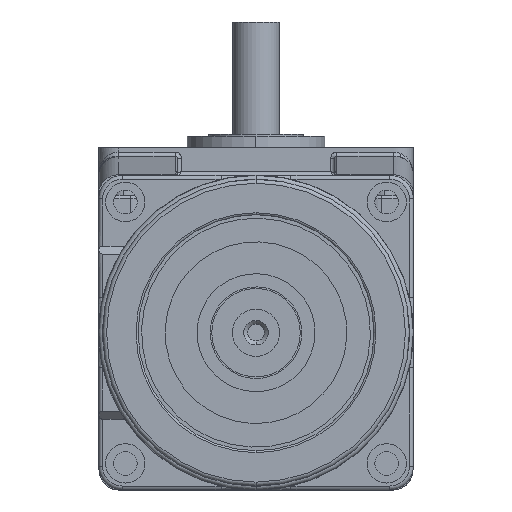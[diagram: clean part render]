
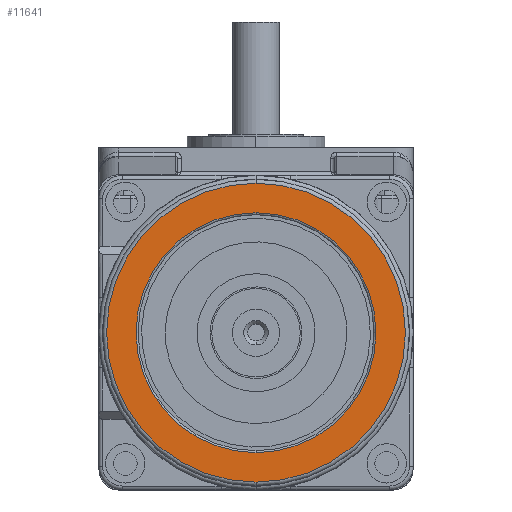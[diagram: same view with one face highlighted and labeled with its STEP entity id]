
A CAD part, left-side view. The second image highlights one B-rep face of the part: STEP entity #11641.
In plain terms, the highlighted planar face has unit normal (-1, 0, 0).
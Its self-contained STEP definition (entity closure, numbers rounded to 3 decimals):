
#138 = FACE_BOUND ( 'NONE', #12995, .T. ) ;
#1626 = DIRECTION ( 'NONE',  ( 1., 0., 0. ) ) ;
#1672 = AXIS2_PLACEMENT_3D ( 'NONE', #6226, #11274, #16282 ) ;
#1751 = EDGE_LOOP ( 'NONE', ( #13940, #2673 ) ) ;
#1847 = DIRECTION ( 'NONE',  ( 0., 0., 1. ) ) ;
#2673 = ORIENTED_EDGE ( 'NONE', *, *, #5498, .T. ) ;
#3493 = EDGE_CURVE ( 'NONE', #7808, #9648, #10504, .T. ) ;
#3972 = DIRECTION ( 'NONE',  ( -1., 0., 0. ) ) ;
#4603 = CIRCLE ( 'NONE', #13850, 38. ) ;
#4886 = CARTESIAN_POINT ( 'NONE',  ( -191.923, 8.965, -18.915 ) ) ;
#5139 = VERTEX_POINT ( 'NONE', #6976 ) ;
#5242 = FACE_OUTER_BOUND ( 'NONE', #1751, .T. ) ;
#5479 = AXIS2_PLACEMENT_3D ( 'NONE', #8190, #13222, #1847 ) ;
#5480 = EDGE_CURVE ( 'NONE', #15197, #5139, #4603, .T. ) ;
#5498 = EDGE_CURVE ( 'NONE', #5139, #15197, #8852, .T. ) ;
#5677 = ORIENTED_EDGE ( 'NONE', *, *, #3493, .T. ) ;
#5858 = CARTESIAN_POINT ( 'NONE',  ( -191.923, 8.965, 11.585 ) ) ;
#6226 = CARTESIAN_POINT ( 'NONE',  ( -191.923, 8.965, -18.915 ) ) ;
#6729 = DIRECTION ( 'NONE',  ( 0., 0., 1. ) ) ;
#6976 = CARTESIAN_POINT ( 'NONE',  ( -191.923, 8.965, -56.915 ) ) ;
#6995 = AXIS2_PLACEMENT_3D ( 'NONE', #13000, #1626, #6729 ) ;
#7808 = VERTEX_POINT ( 'NONE', #10805 ) ;
#8007 = AXIS2_PLACEMENT_3D ( 'NONE', #15327, #3972, #9062 ) ;
#8190 = CARTESIAN_POINT ( 'NONE',  ( -191.923, 8.965, -18.915 ) ) ;
#8852 = CIRCLE ( 'NONE', #1672, 38. ) ;
#8995 = CARTESIAN_POINT ( 'NONE',  ( -191.923, 8.965, 19.085 ) ) ;
#9062 = DIRECTION ( 'NONE',  ( 0., 0., 1. ) ) ;
#9648 = VERTEX_POINT ( 'NONE', #5858 ) ;
#9949 = DIRECTION ( 'NONE',  ( -1., 0., 0. ) ) ;
#10291 = PLANE ( 'NONE',  #8007 ) ;
#10504 = CIRCLE ( 'NONE', #5479, 30.5 ) ;
#10805 = CARTESIAN_POINT ( 'NONE',  ( -191.923, 8.965, -49.415 ) ) ;
#11274 = DIRECTION ( 'NONE',  ( -1., 0., 0. ) ) ;
#11641 = ADVANCED_FACE ( 'NONE', ( #138, #5242 ), #10291, .T. ) ;
#12995 = EDGE_LOOP ( 'NONE', ( #14517, #5677 ) ) ;
#13000 = CARTESIAN_POINT ( 'NONE',  ( -191.923, 8.965, -18.915 ) ) ;
#13222 = DIRECTION ( 'NONE',  ( 1., 0., 0. ) ) ;
#13695 = EDGE_CURVE ( 'NONE', #9648, #7808, #14088, .T. ) ;
#13850 = AXIS2_PLACEMENT_3D ( 'NONE', #4886, #9949, #14982 ) ;
#13940 = ORIENTED_EDGE ( 'NONE', *, *, #5480, .T. ) ;
#14088 = CIRCLE ( 'NONE', #6995, 30.5 ) ;
#14517 = ORIENTED_EDGE ( 'NONE', *, *, #13695, .T. ) ;
#14982 = DIRECTION ( 'NONE',  ( 0., 0., 1. ) ) ;
#15197 = VERTEX_POINT ( 'NONE', #8995 ) ;
#15327 = CARTESIAN_POINT ( 'NONE',  ( -191.923, 47.965, -18.915 ) ) ;
#16282 = DIRECTION ( 'NONE',  ( 0., 0., 1. ) ) ;
